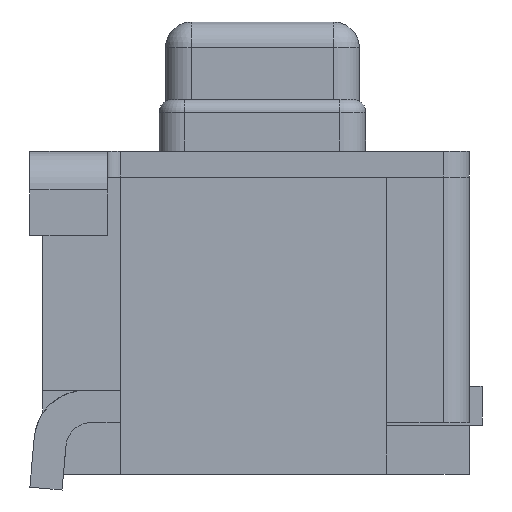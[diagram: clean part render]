
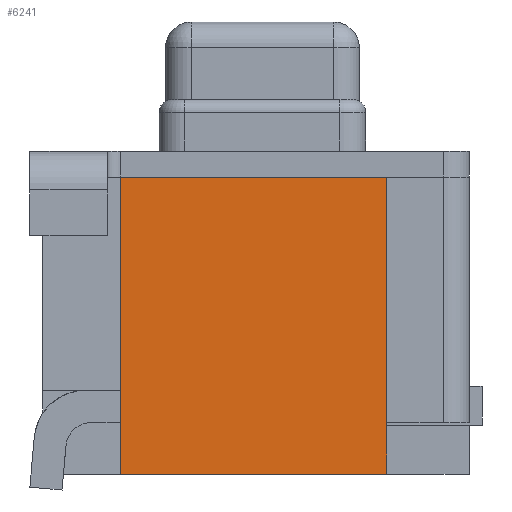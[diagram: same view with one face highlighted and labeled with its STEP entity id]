
A CAD part, left-side view. The second image highlights one B-rep face of the part: STEP entity #6241.
In plain terms, the highlighted planar face has unit normal (-1, 0, 0).
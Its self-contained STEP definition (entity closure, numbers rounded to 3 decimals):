
#1374=CARTESIAN_POINT('',(-3.0,-0.96,0.4));
#1375=VERTEX_POINT('',#1374);
#2616=CARTESIAN_POINT('',(-3.0,-0.96,0.0));
#2617=VERTEX_POINT('',#2616);
#2618=CARTESIAN_POINT('',(-3.0,-0.96,0.0));
#2619=DIRECTION('',(0.0,0.0,1.0));
#2620=VECTOR('',#2619,0.4);
#2621=LINE('',#2618,#2620);
#2622=EDGE_CURVE('',#2617,#1375,#2621,.T.);
#5428=CARTESIAN_POINT('',(-3.0,-0.96,2.3));
#5429=VERTEX_POINT('',#5428);
#5436=CARTESIAN_POINT('',(-3.0,-0.96,0.4));
#5437=DIRECTION('',(0.0,0.0,1.0));
#5438=VECTOR('',#5437,1.9);
#5439=LINE('',#5436,#5438);
#5440=EDGE_CURVE('',#1375,#5429,#5439,.T.);
#5472=CARTESIAN_POINT('',(-3.,1.1,0.0));
#5473=VERTEX_POINT('',#5472);
#5474=CARTESIAN_POINT('',(-3.0,-0.96,0.0));
#5475=DIRECTION('',(0.0,1.0,0.0));
#5476=VECTOR('',#5475,2.06);
#5477=LINE('',#5474,#5476);
#5478=EDGE_CURVE('',#2617,#5473,#5477,.T.);
#6217=CARTESIAN_POINT('',(-3.0,-0.96,0.0));
#6218=DIRECTION('',(-1.0,0.0,0.0));
#6219=DIRECTION('',(0.0,0.0,1.0));
#6220=AXIS2_PLACEMENT_3D('',#6217,#6218,#6219);
#6221=PLANE('',#6220);
#6222=CARTESIAN_POINT('',(-3.,1.1,2.3));
#6223=VERTEX_POINT('',#6222);
#6224=CARTESIAN_POINT('',(-3.0,-0.96,2.3));
#6225=DIRECTION('',(0.0,1.0,0.0));
#6226=VECTOR('',#6225,2.06);
#6227=LINE('',#6224,#6226);
#6228=EDGE_CURVE('',#5429,#6223,#6227,.T.);
#6229=ORIENTED_EDGE('',*,*,#6228,.T.);
#6230=CARTESIAN_POINT('',(-3.,1.1,0.0));
#6231=DIRECTION('',(0.0,0.0,1.0));
#6232=VECTOR('',#6231,2.3);
#6233=LINE('',#6230,#6232);
#6234=EDGE_CURVE('',#5473,#6223,#6233,.T.);
#6235=ORIENTED_EDGE('',*,*,#6234,.F.);
#6236=ORIENTED_EDGE('',*,*,#5478,.F.);
#6237=ORIENTED_EDGE('',*,*,#2622,.T.);
#6238=ORIENTED_EDGE('',*,*,#5440,.T.);
#6239=EDGE_LOOP('',(#6229,#6235,#6236,#6237,#6238));
#6240=FACE_OUTER_BOUND('',#6239,.T.);
#6241=ADVANCED_FACE('',(#6240),#6221,.T.);
